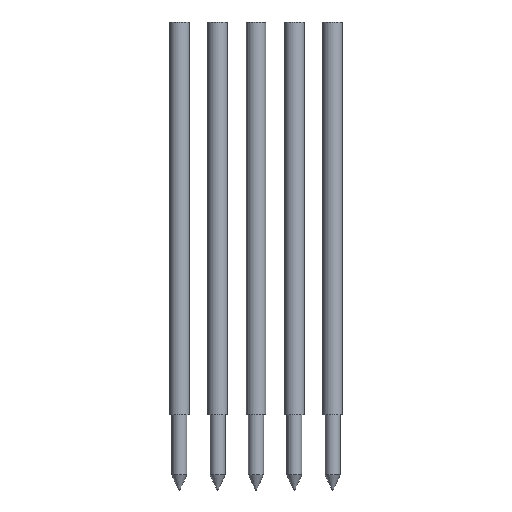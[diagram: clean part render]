
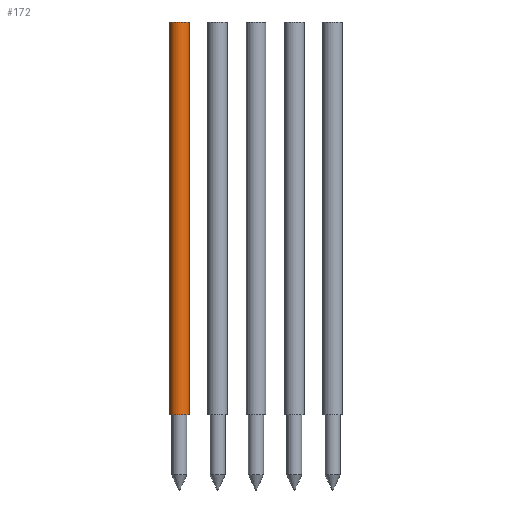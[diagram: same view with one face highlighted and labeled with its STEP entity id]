
A CAD part, front view. The second image highlights one B-rep face of the part: STEP entity #172.
In plain terms, the highlighted cylindrical face has radius 0.325 mm (diameter 0.65 mm), a full revolution.
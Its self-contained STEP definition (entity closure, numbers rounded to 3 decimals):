
#105=FACE_OUTER_BOUND('',#113,.T.);
#113=EDGE_LOOP('',(#150,#151,#152,#153));
#121=LINE('',#325,#124);
#124=VECTOR('',#250,0.325);
#127=CIRCLE('',#208,0.325);
#128=CIRCLE('',#209,0.325);
#134=VERTEX_POINT('',#322);
#135=VERTEX_POINT('',#324);
#140=EDGE_CURVE('',#134,#134,#127,.T.);
#141=EDGE_CURVE('',#134,#135,#121,.T.);
#142=EDGE_CURVE('',#135,#135,#128,.T.);
#150=ORIENTED_EDGE('',*,*,#140,.F.);
#151=ORIENTED_EDGE('',*,*,#141,.T.);
#152=ORIENTED_EDGE('',*,*,#142,.F.);
#153=ORIENTED_EDGE('',*,*,#141,.F.);
#170=CYLINDRICAL_SURFACE('',#207,0.325);
#172=ADVANCED_FACE('',(#105),#170,.T.);
#207=AXIS2_PLACEMENT_3D('',#321,#246,#247);
#208=AXIS2_PLACEMENT_3D('',#323,#248,#249);
#209=AXIS2_PLACEMENT_3D('',#326,#251,#252);
#246=DIRECTION('center_axis',(0.,0.,-1.));
#247=DIRECTION('ref_axis',(1.,0.,0.));
#248=DIRECTION('center_axis',(0.,0.,-1.));
#249=DIRECTION('ref_axis',(1.,0.,0.));
#250=DIRECTION('',(0.,0.,1.));
#251=DIRECTION('center_axis',(0.,0.,1.));
#252=DIRECTION('ref_axis',(1.,0.,0.));
#321=CARTESIAN_POINT('Origin',(0.,0.,0.));
#322=CARTESIAN_POINT('',(-0.325,0.,-13.));
#323=CARTESIAN_POINT('Origin',(0.,0.,-13.));
#324=CARTESIAN_POINT('',(-0.325,0.,0.));
#325=CARTESIAN_POINT('',(-0.325,0.,0.));
#326=CARTESIAN_POINT('Origin',(0.,0.,0.));
